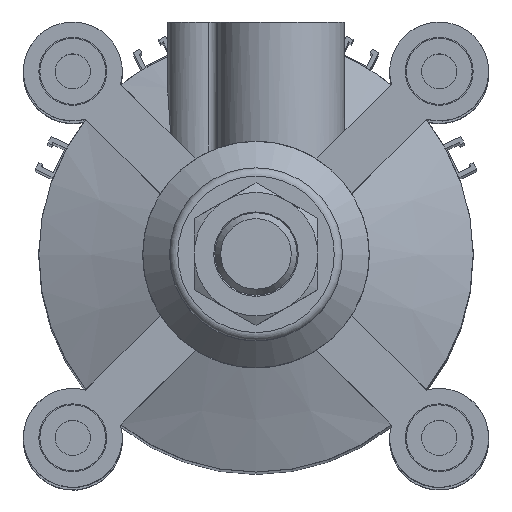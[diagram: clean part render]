
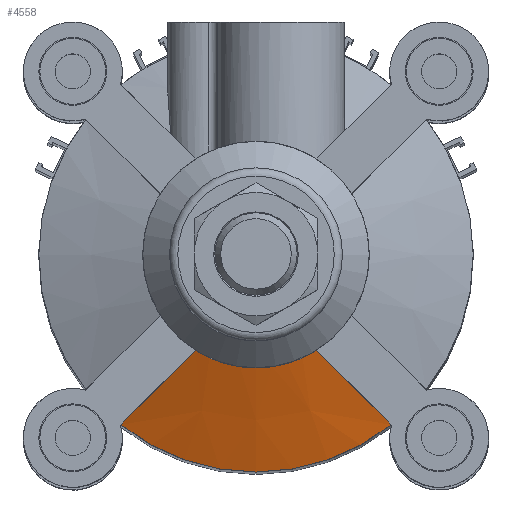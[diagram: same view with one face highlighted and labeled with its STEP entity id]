
A CAD part, top view. The second image highlights one B-rep face of the part: STEP entity #4558.
In plain terms, the highlighted conical face has half-angle 70 degrees and reference radius 40.125 mm.
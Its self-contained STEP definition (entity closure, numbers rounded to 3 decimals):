
#25=(
BOUNDED_CURVE()
B_SPLINE_CURVE(2,(#7259,#7260,#7261),.UNSPECIFIED.,.F.,.F.)
B_SPLINE_CURVE_WITH_KNOTS((3,3),(0.001,2.718),
 .UNSPECIFIED.)
CURVE()
GEOMETRIC_REPRESENTATION_ITEM()
RATIONAL_B_SPLINE_CURVE((1.,1.055,1.))
REPRESENTATION_ITEM('')
);
#30=(
BOUNDED_CURVE()
B_SPLINE_CURVE(2,(#7478,#7479,#7480),.UNSPECIFIED.,.F.,.F.)
B_SPLINE_CURVE_WITH_KNOTS((3,3),(0.,2.717),.UNSPECIFIED.)
CURVE()
GEOMETRIC_REPRESENTATION_ITEM()
RATIONAL_B_SPLINE_CURVE((1.,1.055,1.))
REPRESENTATION_ITEM('')
);
#103=CONICAL_SURFACE('',#5011,40.125,1.222);
#1668=ORIENTED_EDGE('',*,*,#2589,.T.);
#1669=ORIENTED_EDGE('',*,*,#2503,.T.);
#1670=ORIENTED_EDGE('',*,*,#2590,.F.);
#1671=ORIENTED_EDGE('',*,*,#2591,.T.);
#2503=EDGE_CURVE('',#3048,#3046,#25,.T.);
#2589=EDGE_CURVE('',#3097,#3048,#3387,.T.);
#2590=EDGE_CURVE('',#3109,#3046,#3388,.T.);
#2591=EDGE_CURVE('',#3109,#3097,#30,.T.);
#3046=VERTEX_POINT('',#7257);
#3048=VERTEX_POINT('',#7262);
#3097=VERTEX_POINT('',#7432);
#3109=VERTEX_POINT('',#7477);
#3387=CIRCLE('',#5010,52.75);
#3388=CIRCLE('',#5012,27.5);
#3686=EDGE_LOOP('',(#1668,#1669,#1670,#1671));
#4068=FACE_BOUND('',#3686,.T.);
#4558=ADVANCED_FACE('',(#4068),#103,.T.);
#5010=AXIS2_PLACEMENT_3D('',#7474,#6039,#6040);
#5011=AXIS2_PLACEMENT_3D('',#7475,#6041,#6042);
#5012=AXIS2_PLACEMENT_3D('',#7476,#6043,#6044);
#6039=DIRECTION('',(0.,1.,0.));
#6040=DIRECTION('',(-1.,0.,0.));
#6041=DIRECTION('',(0.,-1.,0.));
#6042=DIRECTION('',(-1.,0.,0.));
#6043=DIRECTION('',(0.,1.,0.));
#6044=DIRECTION('',(-1.,0.,0.));
#7257=CARTESIAN_POINT('',(-23.22,19.19,14.734));
#7259=CARTESIAN_POINT('',(-41.3,10.,32.815));
#7260=CARTESIAN_POINT('',(-29.416,16.078,20.93));
#7261=CARTESIAN_POINT('',(-23.22,19.19,14.734));
#7262=CARTESIAN_POINT('',(-41.3,10.,32.815));
#7432=CARTESIAN_POINT('',(-41.3,10.,-32.815));
#7474=CARTESIAN_POINT('',(0.,10.,0.));
#7475=CARTESIAN_POINT('',(0.,14.595,0.));
#7476=CARTESIAN_POINT('',(0.,19.19,0.));
#7477=CARTESIAN_POINT('',(-23.22,19.19,-14.734));
#7478=CARTESIAN_POINT('',(-23.22,19.19,-14.734));
#7479=CARTESIAN_POINT('',(-29.416,16.078,-20.93));
#7480=CARTESIAN_POINT('',(-41.3,10.,-32.815));
